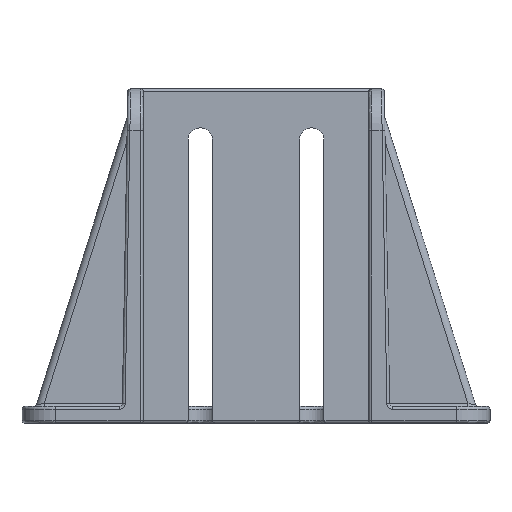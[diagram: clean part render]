
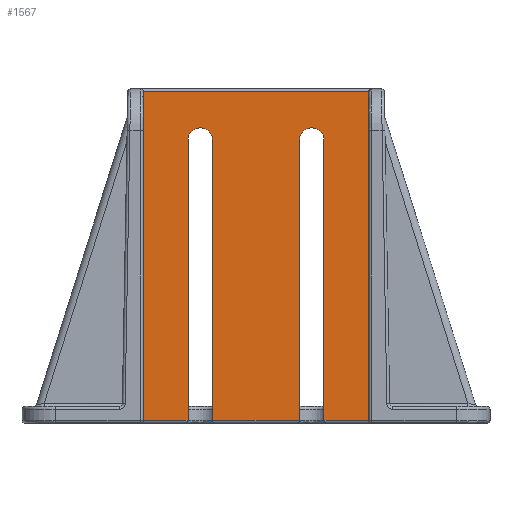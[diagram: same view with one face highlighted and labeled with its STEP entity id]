
A CAD part, front view. The second image highlights one B-rep face of the part: STEP entity #1567.
In plain terms, the highlighted planar face has unit normal (0, -1, 0).
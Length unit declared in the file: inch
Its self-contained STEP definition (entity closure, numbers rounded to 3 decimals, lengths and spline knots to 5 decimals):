
#103 = VERTEX_POINT ( 'NONE', #3577 ) ;
#139 = DIRECTION ( 'NONE',  ( 0., 0., 1. ) ) ;
#155 = CARTESIAN_POINT ( 'NONE',  ( -0.96063, -0.27559, 0. ) ) ;
#237 = LINE ( 'NONE', #155, #1840 ) ;
#304 = DIRECTION ( 'NONE',  ( 0., -1., 0. ) ) ;
#534 = ORIENTED_EDGE ( 'NONE', *, *, #2601, .F. ) ;
#612 = PLANE ( 'NONE',  #1973 ) ;
#620 = VERTEX_POINT ( 'NONE', #3510 ) ;
#672 = DIRECTION ( 'NONE',  ( -1., 0., 0. ) ) ;
#765 = ORIENTED_EDGE ( 'NONE', *, *, #3188, .T. ) ;
#773 = LINE ( 'NONE', #6985, #5770 ) ;
#812 = VECTOR ( 'NONE', #6802, 39.37008 ) ;
#813 = VECTOR ( 'NONE', #2290, 39.37008 ) ;
#903 = LINE ( 'NONE', #5243, #1872 ) ;
#997 = DIRECTION ( 'NONE',  ( -1., 0., 0. ) ) ;
#1219 = DIRECTION ( 'NONE',  ( 0., 0., 1. ) ) ;
#1257 = DIRECTION ( 'NONE',  ( 0., 1., 0. ) ) ;
#1479 = EDGE_CURVE ( 'NONE', #620, #2403, #237, .T. ) ;
#1567 = ADVANCED_FACE ( 'NONE', ( #2333 ), #612, .F. ) ;
#1647 = CARTESIAN_POINT ( 'NONE',  ( -1.59489, -0.27559, 4.68504 ) ) ;
#1694 = VERTEX_POINT ( 'NONE', #5021 ) ;
#1736 = VECTOR ( 'NONE', #997, 39.37008 ) ;
#1750 = CIRCLE ( 'NONE', #7323, 0.17323 ) ;
#1813 = CARTESIAN_POINT ( 'NONE',  ( -0.61417, -0.27559, 4. ) ) ;
#1840 = VECTOR ( 'NONE', #7602, 39.37008 ) ;
#1872 = VECTOR ( 'NONE', #2168, 39.37008 ) ;
#1973 = AXIS2_PLACEMENT_3D ( 'NONE', #4793, #1257, #3707 ) ;
#1996 = DIRECTION ( 'NONE',  ( 0., 0., -1. ) ) ;
#2013 = VERTEX_POINT ( 'NONE', #4410 ) ;
#2168 = DIRECTION ( 'NONE',  ( -1., 0., 0. ) ) ;
#2181 = DIRECTION ( 'NONE',  ( 1., 0., 0. ) ) ;
#2229 = VERTEX_POINT ( 'NONE', #6076 ) ;
#2290 = DIRECTION ( 'NONE',  ( 0., 0., 1. ) ) ;
#2333 = FACE_OUTER_BOUND ( 'NONE', #2587, .T. ) ;
#2403 = VERTEX_POINT ( 'NONE', #5314 ) ;
#2538 = LINE ( 'NONE', #3109, #812 ) ;
#2587 = EDGE_LOOP ( 'NONE', ( #7799, #6170, #5968, #534, #3413, #765, #5333, #5711, #3076, #3852, #5536, #5378 ) ) ;
#2601 = EDGE_CURVE ( 'NONE', #5254, #2229, #7548, .T. ) ;
#2672 = EDGE_CURVE ( 'NONE', #3622, #620, #2762, .T. ) ;
#2704 = EDGE_CURVE ( 'NONE', #103, #2013, #6601, .T. ) ;
#2762 = CIRCLE ( 'NONE', #7558, 0.17323 ) ;
#2792 = DIRECTION ( 'NONE',  ( 1., 0., 0. ) ) ;
#3076 = ORIENTED_EDGE ( 'NONE', *, *, #3847, .F. ) ;
#3109 = CARTESIAN_POINT ( 'NONE',  ( -0.61417, -0.27559, 0. ) ) ;
#3188 = EDGE_CURVE ( 'NONE', #7476, #2013, #7849, .T. ) ;
#3394 = CARTESIAN_POINT ( 'NONE',  ( 0.7874, -0.27559, 4. ) ) ;
#3409 = EDGE_CURVE ( 'NONE', #1694, #103, #7508, .T. ) ;
#3413 = ORIENTED_EDGE ( 'NONE', *, *, #6965, .F. ) ;
#3510 = CARTESIAN_POINT ( 'NONE',  ( -0.96063, -0.27559, 4. ) ) ;
#3577 = CARTESIAN_POINT ( 'NONE',  ( -1.59489, -0.27559, 4.68504 ) ) ;
#3622 = VERTEX_POINT ( 'NONE', #1813 ) ;
#3627 = CARTESIAN_POINT ( 'NONE',  ( 1.59489, -0.27559, 0.03937 ) ) ;
#3707 = DIRECTION ( 'NONE',  ( -1., 0., 0. ) ) ;
#3770 = CARTESIAN_POINT ( 'NONE',  ( 0., -0.27559, 0.03937 ) ) ;
#3847 = EDGE_CURVE ( 'NONE', #2403, #1694, #6475, .T. ) ;
#3852 = ORIENTED_EDGE ( 'NONE', *, *, #1479, .F. ) ;
#3855 = CARTESIAN_POINT ( 'NONE',  ( 0.61417, -0.27559, 4. ) ) ;
#3957 = CARTESIAN_POINT ( 'NONE',  ( 0.61417, -0.27559, 0.03937 ) ) ;
#3963 = CARTESIAN_POINT ( 'NONE',  ( 0., -0.27559, 0.03937 ) ) ;
#4065 = VECTOR ( 'NONE', #4128, 39.37008 ) ;
#4113 = EDGE_CURVE ( 'NONE', #7352, #4145, #903, .T. ) ;
#4128 = DIRECTION ( 'NONE',  ( 1., 0., 0. ) ) ;
#4145 = VERTEX_POINT ( 'NONE', #5857 ) ;
#4303 = VERTEX_POINT ( 'NONE', #3855 ) ;
#4410 = CARTESIAN_POINT ( 'NONE',  ( 1.59489, -0.27559, 4.68504 ) ) ;
#4668 = CARTESIAN_POINT ( 'NONE',  ( 1.59489, -0.27559, 0. ) ) ;
#4793 = CARTESIAN_POINT ( 'NONE',  ( -1.59489, -0.27559, 0. ) ) ;
#4972 = VECTOR ( 'NONE', #672, 39.37008 ) ;
#5021 = CARTESIAN_POINT ( 'NONE',  ( -1.59489, -0.27559, 0.03937 ) ) ;
#5209 = VECTOR ( 'NONE', #1219, 39.37008 ) ;
#5243 = CARTESIAN_POINT ( 'NONE',  ( 0., -0.27559, 0.03937 ) ) ;
#5254 = VERTEX_POINT ( 'NONE', #7957 ) ;
#5314 = CARTESIAN_POINT ( 'NONE',  ( -0.96063, -0.27559, 0.03937 ) ) ;
#5333 = ORIENTED_EDGE ( 'NONE', *, *, #2704, .F. ) ;
#5378 = ORIENTED_EDGE ( 'NONE', *, *, #5423, .F. ) ;
#5423 = EDGE_CURVE ( 'NONE', #4145, #3622, #2538, .T. ) ;
#5536 = ORIENTED_EDGE ( 'NONE', *, *, #2672, .F. ) ;
#5711 = ORIENTED_EDGE ( 'NONE', *, *, #3409, .F. ) ;
#5770 = VECTOR ( 'NONE', #1996, 39.37008 ) ;
#5857 = CARTESIAN_POINT ( 'NONE',  ( -0.61417, -0.27559, 0.03937 ) ) ;
#5871 = DIRECTION ( 'NONE',  ( 0., -1., 0. ) ) ;
#5968 = ORIENTED_EDGE ( 'NONE', *, *, #7179, .F. ) ;
#6076 = CARTESIAN_POINT ( 'NONE',  ( 0.96063, -0.27559, 4. ) ) ;
#6170 = ORIENTED_EDGE ( 'NONE', *, *, #7710, .F. ) ;
#6260 = VECTOR ( 'NONE', #139, 39.37008 ) ;
#6289 = CARTESIAN_POINT ( 'NONE',  ( 0.96063, -0.27559, 0. ) ) ;
#6475 = LINE ( 'NONE', #3963, #1736 ) ;
#6478 = CARTESIAN_POINT ( 'NONE',  ( -0.7874, -0.27559, 4. ) ) ;
#6601 = LINE ( 'NONE', #1647, #4065 ) ;
#6802 = DIRECTION ( 'NONE',  ( 0., 0., 1. ) ) ;
#6934 = CARTESIAN_POINT ( 'NONE',  ( -1.59489, -0.27559, 0. ) ) ;
#6965 = EDGE_CURVE ( 'NONE', #7476, #5254, #7504, .T. ) ;
#6985 = CARTESIAN_POINT ( 'NONE',  ( 0.61417, -0.27559, 0. ) ) ;
#7179 = EDGE_CURVE ( 'NONE', #2229, #4303, #1750, .T. ) ;
#7323 = AXIS2_PLACEMENT_3D ( 'NONE', #3394, #304, #2792 ) ;
#7352 = VERTEX_POINT ( 'NONE', #3957 ) ;
#7476 = VERTEX_POINT ( 'NONE', #3627 ) ;
#7504 = LINE ( 'NONE', #3770, #4972 ) ;
#7508 = LINE ( 'NONE', #6934, #6260 ) ;
#7548 = LINE ( 'NONE', #6289, #5209 ) ;
#7558 = AXIS2_PLACEMENT_3D ( 'NONE', #6478, #5871, #2181 ) ;
#7602 = DIRECTION ( 'NONE',  ( 0., 0., -1. ) ) ;
#7710 = EDGE_CURVE ( 'NONE', #4303, #7352, #773, .T. ) ;
#7799 = ORIENTED_EDGE ( 'NONE', *, *, #4113, .F. ) ;
#7849 = LINE ( 'NONE', #4668, #813 ) ;
#7957 = CARTESIAN_POINT ( 'NONE',  ( 0.96063, -0.27559, 0.03937 ) ) ;
